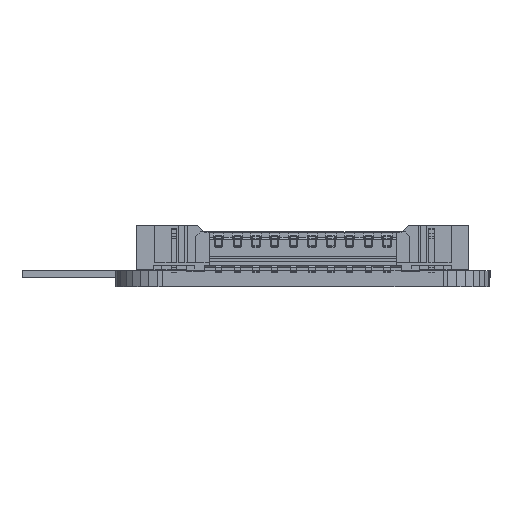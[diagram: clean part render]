
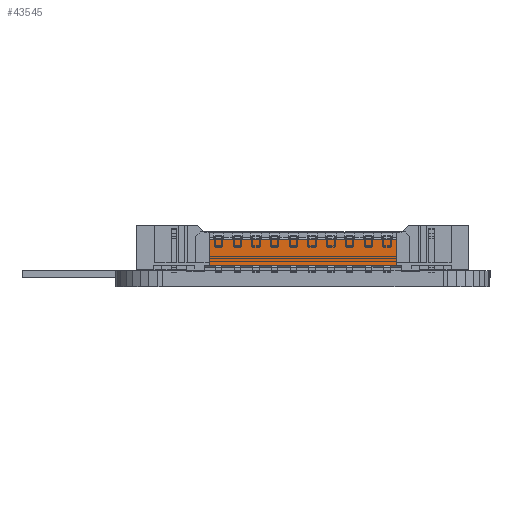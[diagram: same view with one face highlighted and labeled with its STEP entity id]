
A CAD part, left-side view. The second image highlights one B-rep face of the part: STEP entity #43545.
In plain terms, the highlighted face is planar.
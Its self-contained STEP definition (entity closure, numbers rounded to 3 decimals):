
#37277 = VERTEX_POINT('',#37278);
#37278 = CARTESIAN_POINT('',(-2.,1.2,0.13));
#37286 = EDGE_CURVE('',#37287,#37277,#37289,.T.);
#37287 = VERTEX_POINT('',#37288);
#37288 = CARTESIAN_POINT('',(2.,1.2,0.13));
#37289 = LINE('',#37290,#37291);
#37290 = CARTESIAN_POINT('',(2.,1.2,0.13));
#37291 = VECTOR('',#37292,1.);
#37292 = DIRECTION('',(-1.,0.,0.));
#37585 = VERTEX_POINT('',#37586);
#37586 = CARTESIAN_POINT('',(2.,1.2,0.67));
#37592 = EDGE_CURVE('',#37593,#37585,#37595,.T.);
#37593 = VERTEX_POINT('',#37594);
#37594 = CARTESIAN_POINT('',(-2.,1.2,0.67));
#37595 = LINE('',#37596,#37597);
#37596 = CARTESIAN_POINT('',(2.,1.2,0.67));
#37597 = VECTOR('',#37598,1.);
#37598 = DIRECTION('',(1.,0.,0.));
#43545 = ADVANCED_FACE('',(#43546),#43562,.T.);
#43546 = FACE_BOUND('',#43547,.T.);
#43547 = EDGE_LOOP('',(#43548,#43554,#43555,#43561));
#43548 = ORIENTED_EDGE('',*,*,#43549,.T.);
#43549 = EDGE_CURVE('',#37277,#37593,#43550,.T.);
#43550 = LINE('',#43551,#43552);
#43551 = CARTESIAN_POINT('',(-2.,1.2,0.67));
#43552 = VECTOR('',#43553,1.);
#43553 = DIRECTION('',(0.,0.,1.));
#43554 = ORIENTED_EDGE('',*,*,#37592,.T.);
#43555 = ORIENTED_EDGE('',*,*,#43556,.F.);
#43556 = EDGE_CURVE('',#37287,#37585,#43557,.T.);
#43557 = LINE('',#43558,#43559);
#43558 = CARTESIAN_POINT('',(2.,1.2,0.67));
#43559 = VECTOR('',#43560,1.);
#43560 = DIRECTION('',(0.,0.,1.));
#43561 = ORIENTED_EDGE('',*,*,#37286,.T.);
#43562 = PLANE('',#43563);
#43563 = AXIS2_PLACEMENT_3D('',#43564,#43565,#43566);
#43564 = CARTESIAN_POINT('',(2.,1.2,0.67));
#43565 = DIRECTION('',(-0.,1.,0.));
#43566 = DIRECTION('',(1.,0.,0.));
